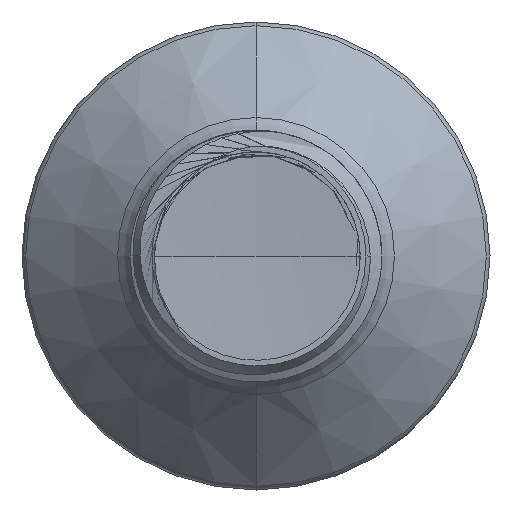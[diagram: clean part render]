
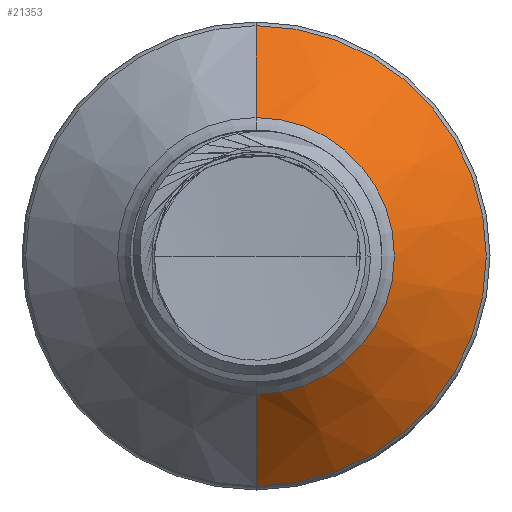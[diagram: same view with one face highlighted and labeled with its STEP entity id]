
A CAD part, front view. The second image highlights one B-rep face of the part: STEP entity #21353.
In plain terms, the highlighted conical face has half-angle 45 degrees and reference radius 2.75 mm.
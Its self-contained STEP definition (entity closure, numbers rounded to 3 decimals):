
#628 = LINE ( 'NONE', #6996, #40716 ) ;
#995 = AXIS2_PLACEMENT_3D ( 'NONE', #14688, #41396, #18677 ) ;
#1891 = LINE ( 'NONE', #44955, #3126 ) ;
#2070 = ORIENTED_EDGE ( 'NONE', *, *, #7270, .F. ) ;
#3126 = VECTOR ( 'NONE', #26615, 1000. ) ;
#3662 = AXIS2_PLACEMENT_3D ( 'NONE', #18846, #45114, #22807 ) ;
#4224 = ORIENTED_EDGE ( 'NONE', *, *, #7197, .F. ) ;
#6996 = CARTESIAN_POINT ( 'NONE',  ( 0., 36.365, 2.75 ) ) ;
#7052 = EDGE_CURVE ( 'NONE', #31284, #31053, #42937, .T. ) ;
#7129 = EDGE_CURVE ( 'NONE', #31053, #12030, #1891, .T. ) ;
#7197 = EDGE_CURVE ( 'NONE', #30493, #12030, #21779, .T. ) ;
#7270 = EDGE_CURVE ( 'NONE', #31284, #30493, #628, .T. ) ;
#12030 = VERTEX_POINT ( 'NONE', #26220 ) ;
#12275 = FACE_OUTER_BOUND ( 'NONE', #36312, .T. ) ;
#12629 = ORIENTED_EDGE ( 'NONE', *, *, #7052, .T. ) ;
#14688 = CARTESIAN_POINT ( 'NONE',  ( 0., 36.365, 0. ) ) ;
#18677 = DIRECTION ( 'NONE',  ( 0., 0., 1. ) ) ;
#18817 = DIRECTION ( 'NONE',  ( 0., 1., 0. ) ) ;
#18846 = CARTESIAN_POINT ( 'NONE',  ( 0., 38.192, 0. ) ) ;
#21353 = ADVANCED_FACE ( 'NONE', ( #12275 ), #21617, .T. ) ;
#21459 = CARTESIAN_POINT ( 'NONE',  ( 0., 36.365, -2.75 ) ) ;
#21617 = CONICAL_SURFACE ( 'NONE', #48209, 2.75, 0.785 ) ;
#21779 = CIRCLE ( 'NONE', #3662, 4.577 ) ;
#22458 = CARTESIAN_POINT ( 'NONE',  ( 0., 36.365, 0. ) ) ;
#22807 = DIRECTION ( 'NONE',  ( 0., 0., 1. ) ) ;
#26220 = CARTESIAN_POINT ( 'NONE',  ( 0., 38.192, -4.577 ) ) ;
#26615 = DIRECTION ( 'NONE',  ( 0., 0.707, -0.707 ) ) ;
#30067 = DIRECTION ( 'NONE',  ( 0., 0., 1. ) ) ;
#30493 = VERTEX_POINT ( 'NONE', #46414 ) ;
#31053 = VERTEX_POINT ( 'NONE', #21459 ) ;
#31284 = VERTEX_POINT ( 'NONE', #44361 ) ;
#31636 = ORIENTED_EDGE ( 'NONE', *, *, #7129, .T. ) ;
#34434 = DIRECTION ( 'NONE',  ( 0., 0.707, 0.707 ) ) ;
#36312 = EDGE_LOOP ( 'NONE', ( #12629, #31636, #4224, #2070 ) ) ;
#40716 = VECTOR ( 'NONE', #34434, 1000. ) ;
#41396 = DIRECTION ( 'NONE',  ( 0., 1., 0. ) ) ;
#42937 = CIRCLE ( 'NONE', #995, 2.75 ) ;
#44361 = CARTESIAN_POINT ( 'NONE',  ( 0., 36.365, 2.75 ) ) ;
#44955 = CARTESIAN_POINT ( 'NONE',  ( 0., 36.365, -2.75 ) ) ;
#45114 = DIRECTION ( 'NONE',  ( 0., 1., 0. ) ) ;
#46414 = CARTESIAN_POINT ( 'NONE',  ( 0., 38.192, 4.577 ) ) ;
#48209 = AXIS2_PLACEMENT_3D ( 'NONE', #22458, #18817, #30067 ) ;
